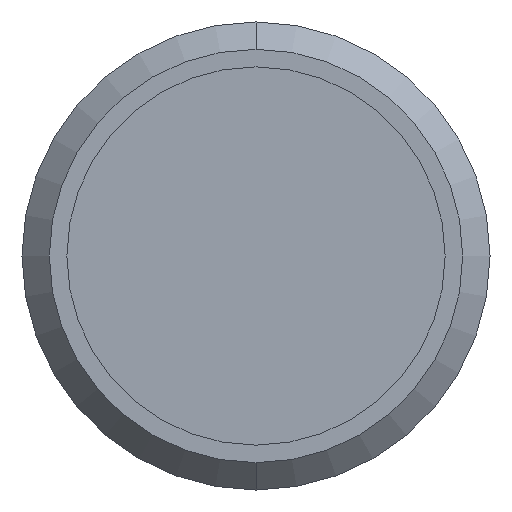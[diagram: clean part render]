
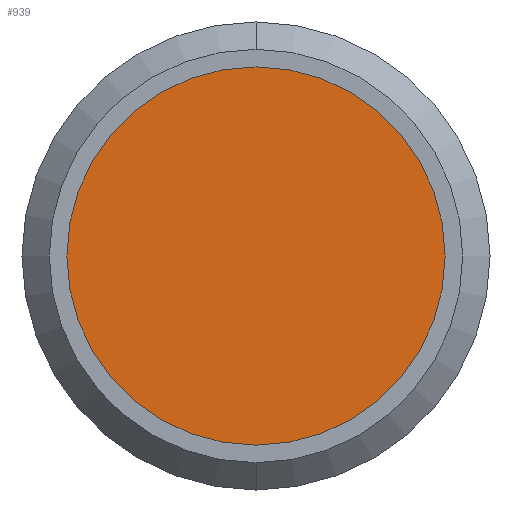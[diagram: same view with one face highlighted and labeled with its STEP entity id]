
A CAD part, front view. The second image highlights one B-rep face of the part: STEP entity #939.
In plain terms, the highlighted planar face has unit normal (0, -1, 0).
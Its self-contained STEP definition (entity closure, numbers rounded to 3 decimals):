
#939=ADVANCED_FACE('',(#1908),#1909,.T.);
#1908=FACE_OUTER_BOUND('',#2893,.T.);
#1909=PLANE('',#2894);
#2893=EDGE_LOOP('',(#5427,#5428));
#2894=AXIS2_PLACEMENT_3D('',#5429,#5430,#5431);
#5427=ORIENTED_EDGE('',*,*,#5657,.T.);
#5428=ORIENTED_EDGE('',*,*,#6566,.T.);
#5429=CARTESIAN_POINT('',(0.0,-0.01,2.425));
#5430=DIRECTION('',(0.0,-1.0,0.0));
#5431=DIRECTION('',(0.0,0.0,1.0));
#5657=EDGE_CURVE('',#6691,#6695,#6697,.T.);
#6566=EDGE_CURVE('',#6695,#6691,#7935,.T.);
#6691=VERTEX_POINT('',#8292);
#6695=VERTEX_POINT('',#8297);
#6697=CIRCLE('',#8300,4.85);
#7935=CIRCLE('',#10338,4.85);
#8292=CARTESIAN_POINT('',(0.0,-0.01,4.85));
#8297=CARTESIAN_POINT('',(0.,-0.01,-4.85));
#8300=AXIS2_PLACEMENT_3D('',#10508,#10509,#10510);
#10338=AXIS2_PLACEMENT_3D('',#11695,#11696,#11697);
#10508=CARTESIAN_POINT('',(0.0,-0.01,0.0));
#10509=DIRECTION('',(0.0,-1.0,0.0));
#10510=DIRECTION('',(0.0,0.0,1.0));
#11695=CARTESIAN_POINT('',(0.0,-0.01,0.0));
#11696=DIRECTION('',(0.0,-1.0,0.0));
#11697=DIRECTION('',(0.0,0.0,1.0));
